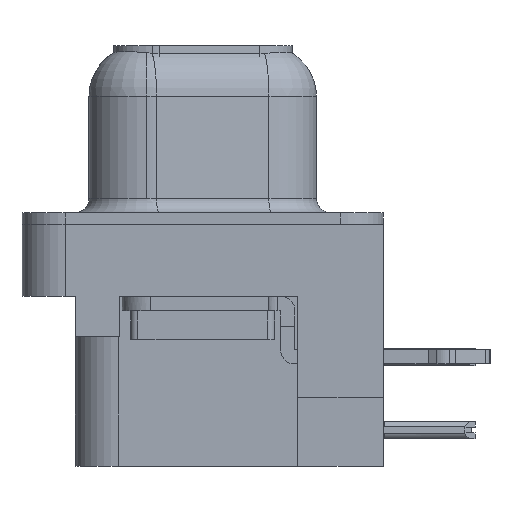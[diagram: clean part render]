
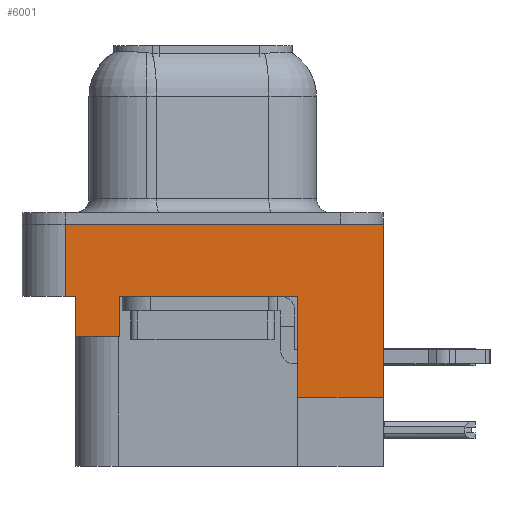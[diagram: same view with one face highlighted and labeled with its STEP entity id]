
A CAD part, left-side view. The second image highlights one B-rep face of the part: STEP entity #6001.
In plain terms, the highlighted planar face has unit normal (-1, 0, 0).
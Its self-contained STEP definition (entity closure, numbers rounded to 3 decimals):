
#572 = CARTESIAN_POINT ( 'NONE',  ( -2.935, 2.895, -3.9 ) ) ;
#684 = VECTOR ( 'NONE', #21094, 1000. ) ;
#718 = DIRECTION ( 'NONE',  ( 0., 0., 1. ) ) ;
#756 = EDGE_CURVE ( 'NONE', #15781, #17741, #23534, .T. ) ;
#1125 = DIRECTION ( 'NONE',  ( -1., 0., 0. ) ) ;
#1631 = VECTOR ( 'NONE', #12739, 1000. ) ;
#1640 = VECTOR ( 'NONE', #13763, 1000. ) ;
#2481 = ORIENTED_EDGE ( 'NONE', *, *, #7509, .T. ) ;
#2579 = CARTESIAN_POINT ( 'NONE',  ( -2.935, -6.275, -6. ) ) ;
#2581 = DIRECTION ( 'NONE',  ( 0., 0., 1. ) ) ;
#2764 = VECTOR ( 'NONE', #718, 1000. ) ;
#2867 = VERTEX_POINT ( 'NONE', #5024 ) ;
#2917 = DIRECTION ( 'NONE',  ( 0., 0., 1. ) ) ;
#3225 = FACE_OUTER_BOUND ( 'NONE', #10828, .T. ) ;
#4039 = EDGE_CURVE ( 'NONE', #19098, #23518, #14078, .T. ) ;
#4187 = DIRECTION ( 'NONE',  ( 0., 0., 1. ) ) ;
#4378 = VECTOR ( 'NONE', #13161, 1000. ) ;
#5024 = CARTESIAN_POINT ( 'NONE',  ( -2.935, -3.295, -6. ) ) ;
#5418 = VERTEX_POINT ( 'NONE', #13721 ) ;
#6001 = ADVANCED_FACE ( 'NONE', ( #3225 ), #7034, .T. ) ;
#6736 = LINE ( 'NONE', #22828, #684 ) ;
#7034 = PLANE ( 'NONE',  #24854 ) ;
#7362 = ORIENTED_EDGE ( 'NONE', *, *, #4039, .T. ) ;
#7509 = EDGE_CURVE ( 'NONE', #13050, #11709, #15092, .T. ) ;
#7955 = CARTESIAN_POINT ( 'NONE',  ( -2.935, -6.275, 0. ) ) ;
#8544 = ORIENTED_EDGE ( 'NONE', *, *, #22511, .F. ) ;
#8636 = CARTESIAN_POINT ( 'NONE',  ( -2.935, 2.895, -3.9 ) ) ;
#8739 = VERTEX_POINT ( 'NONE', #21049 ) ;
#8889 = ORIENTED_EDGE ( 'NONE', *, *, #10873, .F. ) ;
#10228 = ORIENTED_EDGE ( 'NONE', *, *, #19357, .T. ) ;
#10720 = CARTESIAN_POINT ( 'NONE',  ( -2.935, -6.495, -6. ) ) ;
#10828 = EDGE_LOOP ( 'NONE', ( #8889, #7362, #8544, #10855, #2481, #11519, #16088, #20323, #10228, #21398 ) ) ;
#10855 = ORIENTED_EDGE ( 'NONE', *, *, #25596, .F. ) ;
#10873 = EDGE_CURVE ( 'NONE', #19098, #2867, #12441, .T. ) ;
#11422 = DIRECTION ( 'NONE',  ( 0., -1., 0. ) ) ;
#11519 = ORIENTED_EDGE ( 'NONE', *, *, #21571, .F. ) ;
#11709 = VERTEX_POINT ( 'NONE', #16664 ) ;
#11929 = LINE ( 'NONE', #14743, #22547 ) ;
#12441 = LINE ( 'NONE', #10720, #1631 ) ;
#12739 = DIRECTION ( 'NONE',  ( 0., 1., 0. ) ) ;
#13050 = VERTEX_POINT ( 'NONE', #22314 ) ;
#13161 = DIRECTION ( 'NONE',  ( 0., 1., 0. ) ) ;
#13721 = CARTESIAN_POINT ( 'NONE',  ( -2.935, -3.295, -2.5 ) ) ;
#13763 = DIRECTION ( 'NONE',  ( 0., 0., 1. ) ) ;
#14078 = LINE ( 'NONE', #22489, #24060 ) ;
#14743 = CARTESIAN_POINT ( 'NONE',  ( -2.935, -3.295, -8.4 ) ) ;
#15092 = LINE ( 'NONE', #21711, #25663 ) ;
#15281 = EDGE_CURVE ( 'NONE', #2867, #5418, #11929, .T. ) ;
#15405 = VECTOR ( 'NONE', #11422, 1000. ) ;
#15734 = DIRECTION ( 'NONE',  ( 0., -1., 0. ) ) ;
#15747 = CARTESIAN_POINT ( 'NONE',  ( -2.935, -6.275, -2.5 ) ) ;
#15781 = VERTEX_POINT ( 'NONE', #8636 ) ;
#15964 = DIRECTION ( 'NONE',  ( 0., 0., 1. ) ) ;
#16088 = ORIENTED_EDGE ( 'NONE', *, *, #16480, .F. ) ;
#16092 = VERTEX_POINT ( 'NONE', #25655 ) ;
#16480 = EDGE_CURVE ( 'NONE', #15781, #16092, #19836, .T. ) ;
#16664 = CARTESIAN_POINT ( 'NONE',  ( -2.935, 4.425, -2.5 ) ) ;
#17160 = CARTESIAN_POINT ( 'NONE',  ( -2.935, 4.425, -3.9 ) ) ;
#17493 = CARTESIAN_POINT ( 'NONE',  ( -2.935, -6.275, -2.5 ) ) ;
#17741 = VERTEX_POINT ( 'NONE', #22570 ) ;
#17804 = LINE ( 'NONE', #19696, #1640 ) ;
#19098 = VERTEX_POINT ( 'NONE', #2579 ) ;
#19357 = EDGE_CURVE ( 'NONE', #17741, #5418, #25987, .T. ) ;
#19414 = VECTOR ( 'NONE', #15964, 1000. ) ;
#19696 = CARTESIAN_POINT ( 'NONE',  ( -2.935, 4.425, -3.9 ) ) ;
#19791 = CARTESIAN_POINT ( 'NONE',  ( -2.935, 4.775, -2.5 ) ) ;
#19836 = LINE ( 'NONE', #17160, #4378 ) ;
#20323 = ORIENTED_EDGE ( 'NONE', *, *, #756, .T. ) ;
#21049 = CARTESIAN_POINT ( 'NONE',  ( -2.935, 4.775, 0. ) ) ;
#21094 = DIRECTION ( 'NONE',  ( 0., -1., 0. ) ) ;
#21398 = ORIENTED_EDGE ( 'NONE', *, *, #15281, .F. ) ;
#21571 = EDGE_CURVE ( 'NONE', #16092, #11709, #17804, .T. ) ;
#21711 = CARTESIAN_POINT ( 'NONE',  ( -2.935, -6.275, -2.5 ) ) ;
#22314 = CARTESIAN_POINT ( 'NONE',  ( -2.935, 4.775, -2.5 ) ) ;
#22489 = CARTESIAN_POINT ( 'NONE',  ( -2.935, -6.275, -2.5 ) ) ;
#22511 = EDGE_CURVE ( 'NONE', #8739, #23518, #6736, .T. ) ;
#22547 = VECTOR ( 'NONE', #2581, 1000. ) ;
#22570 = CARTESIAN_POINT ( 'NONE',  ( -2.935, 2.895, -2.5 ) ) ;
#22828 = CARTESIAN_POINT ( 'NONE',  ( -2.935, -6.275, 0. ) ) ;
#23518 = VERTEX_POINT ( 'NONE', #7955 ) ;
#23534 = LINE ( 'NONE', #572, #2764 ) ;
#24060 = VECTOR ( 'NONE', #4187, 1000. ) ;
#24068 = LINE ( 'NONE', #19791, #19414 ) ;
#24854 = AXIS2_PLACEMENT_3D ( 'NONE', #15747, #1125, #2917 ) ;
#25596 = EDGE_CURVE ( 'NONE', #13050, #8739, #24068, .T. ) ;
#25655 = CARTESIAN_POINT ( 'NONE',  ( -2.935, 4.425, -3.9 ) ) ;
#25663 = VECTOR ( 'NONE', #15734, 1000. ) ;
#25987 = LINE ( 'NONE', #17493, #15405 ) ;
